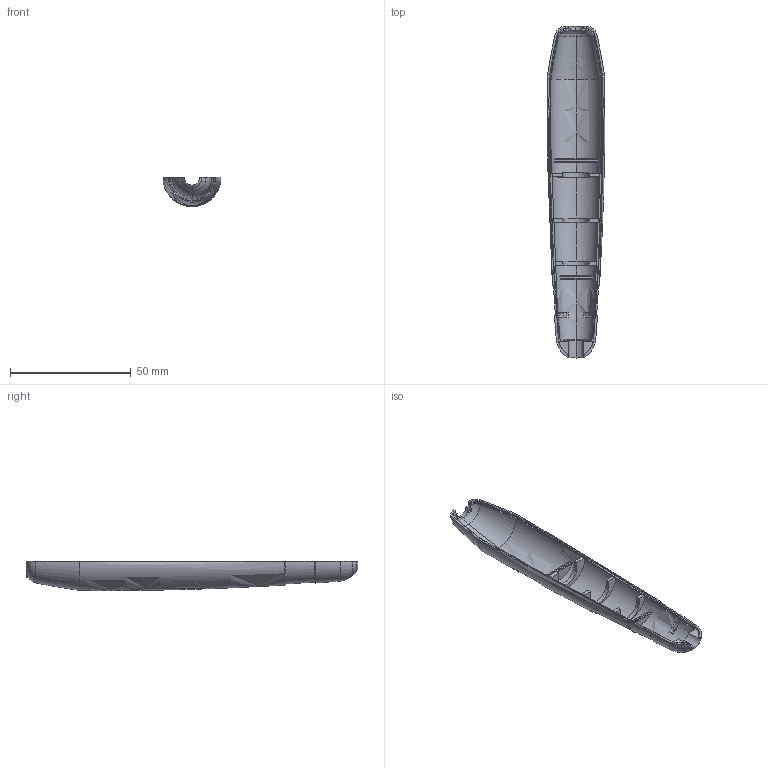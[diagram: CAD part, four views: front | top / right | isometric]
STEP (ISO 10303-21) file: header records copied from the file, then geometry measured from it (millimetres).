
FILE_DESCRIPTION(('STEP AP214'),'1');
FILE_NAME('OP8_body_r12c_AB-Final.stp','2013-09-23T18:36:22',(' '),(' '),'Spatial InterOp 3D',' ',' ');
FILE_SCHEMA(('automotive_design'));
Length unit declared in the file: metre
Products named in the file (1): 1
Bounding box: 24 x 137.52 x 12.06 mm (x, y, z)
Volume: 6655.6 mm3; surface area: 9698.3 mm2
Topology: 1 solids, 1 shells, 499 faces, 1465 edges, 970 vertices
Faces by surface type: plane 181, torus 117, bspline 107, cylinder 66, cone 14, revolution 8, extrusion 6
Entity records: 28690 total; most frequent: CARTESIAN_POINT 12176, ORIENTED_EDGE 2926, DIRECTION 2318, EDGE_CURVE 1463, VERTEX_POINT 970, AXIS2_PLACEMENT_3D 950, CIRCLE 531, EDGE_LOOP 503
